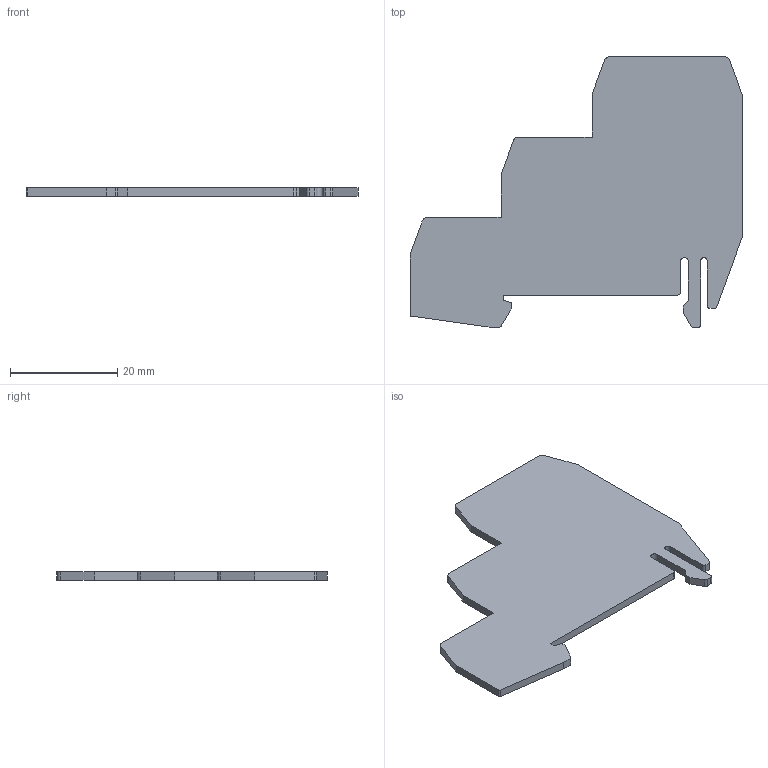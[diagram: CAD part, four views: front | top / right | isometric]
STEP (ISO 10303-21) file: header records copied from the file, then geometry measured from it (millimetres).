
FILE_DESCRIPTION(('Creo Elements/Direct Modeling STEP Export'),'2;1');
FILE_NAME('TLS-PT.stp','2015-01-28T11:21:49',(''),(''),'PTC Creo Elements/Direct Modeling STEP processor for AP214 (Solid Model)','PTC Creo Elements/Direct Modeling 19.0A 04-Oct-2014 (C) Parametric Technology GmbH','');
FILE_SCHEMA(('AUTOMOTIVE_DESIGN { 1 0 10303 214 1 1 1 1 }'));
Length unit declared in the file: millimetre
Products named in the file (2): TLS-PT
Assembly tree (1 placements, depth 2):
  TLS-PT
    TLS-PT
Bounding box: 62 x 50.5 x 1.5 mm (x, y, z)
Volume: 3048.3 mm3; surface area: 4445.9 mm2
Topology: 1 solids, 1 shells, 43 faces, 123 edges, 82 vertices
Faces by surface type: plane 30, cylinder 13
Entity records: 1448 total; most frequent: CARTESIAN_POINT 250, ORIENTED_EDGE 246, DIRECTION 239, EDGE_CURVE 123, VECTOR 97, LINE 97, VERTEX_POINT 82, AXIS2_PLACEMENT_3D 71
